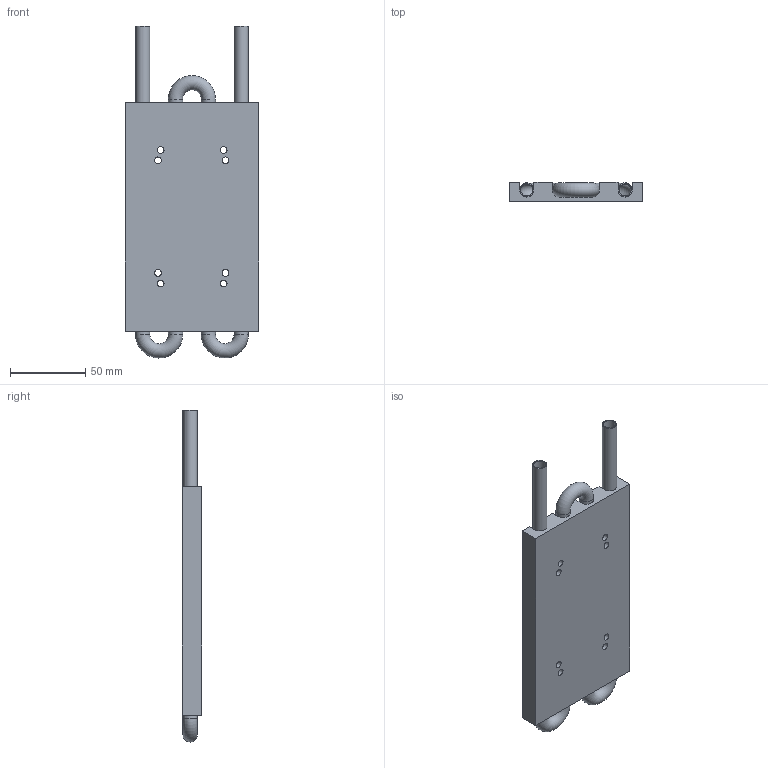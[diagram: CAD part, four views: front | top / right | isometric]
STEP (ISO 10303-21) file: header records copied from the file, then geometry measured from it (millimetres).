
FILE_DESCRIPTION(/* description */ ('Alibre Inc.'),/* implementation_level */ '2;1');
FILE_NAME(/* name */ 'export-D621F850-3DAF-4F16-9FD6-6FE316378E9E',/* time_stamp */ '2019-04-03T16:24:44-04:00',/* author */ (''),/* organization */ (''),/* preprocessor_version */ 'ST-DEVELOPER v17',/* originating_system */ 'Alibre',/* authorisation */ '');
FILE_SCHEMA (('AUTOMOTIVE_DESIGN'));
Length unit declared in the file: inch
Bounding box: 88.95 x 12.7 x 220.97 mm (x, y, z)
Volume: 135252 mm3; surface area: 89296.4 mm2
Topology: 40 solids, 40 shells, 622 faces, 1614 edges, 1072 vertices
Faces by surface type: bspline 313, plane 283, cylinder 20, torus 6
Full cylindrical faces by diameter (mm): 4.496 x8, 8.128 x4, 9.525 x4
Entity records: 19015 total; most frequent: CARTESIAN_POINT 6111, ORIENTED_EDGE 3184, EDGE_CURVE 1592, DIRECTION 1351, VERTEX_POINT 1072, VECTOR 926, LINE 926, EDGE_LOOP 680
